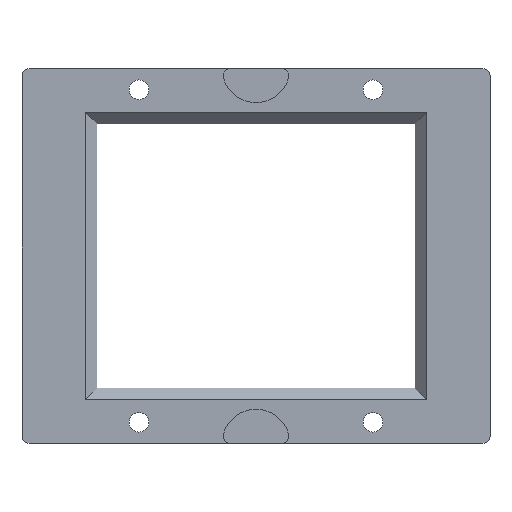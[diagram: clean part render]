
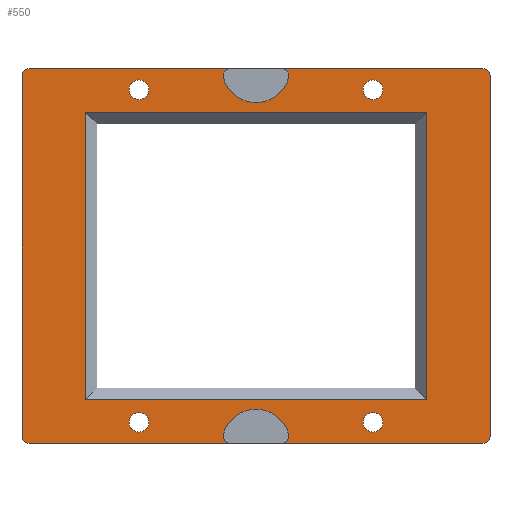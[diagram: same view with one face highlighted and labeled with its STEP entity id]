
A CAD part, top view. The second image highlights one B-rep face of the part: STEP entity #550.
In plain terms, the highlighted planar face has unit normal (0, 0, 1).
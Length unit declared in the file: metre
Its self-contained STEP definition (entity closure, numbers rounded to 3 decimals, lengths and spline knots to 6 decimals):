
#34=CIRCLE('',#594,0.0015);
#35=CIRCLE('',#595,0.0015);
#36=CIRCLE('',#596,0.0015);
#37=CIRCLE('',#597,0.00725);
#38=CIRCLE('',#598,0.0015);
#39=CIRCLE('',#599,0.0015);
#40=CIRCLE('',#600,0.0015);
#41=CIRCLE('',#601,0.0015);
#42=CIRCLE('',#602,0.00725);
#43=CIRCLE('',#603,0.0015);
#44=CIRCLE('',#604,0.0021);
#45=CIRCLE('',#605,0.0021);
#46=CIRCLE('',#606,0.0021);
#47=CIRCLE('',#607,0.0021);
#102=ORIENTED_EDGE('',*,*,#250,.T.);
#103=ORIENTED_EDGE('',*,*,#251,.T.);
#104=ORIENTED_EDGE('',*,*,#252,.T.);
#105=ORIENTED_EDGE('',*,*,#253,.T.);
#106=ORIENTED_EDGE('',*,*,#226,.F.);
#107=ORIENTED_EDGE('',*,*,#254,.T.);
#108=ORIENTED_EDGE('',*,*,#232,.T.);
#109=ORIENTED_EDGE('',*,*,#255,.T.);
#110=ORIENTED_EDGE('',*,*,#236,.T.);
#111=ORIENTED_EDGE('',*,*,#256,.T.);
#112=ORIENTED_EDGE('',*,*,#257,.F.);
#113=ORIENTED_EDGE('',*,*,#258,.T.);
#114=ORIENTED_EDGE('',*,*,#240,.T.);
#115=ORIENTED_EDGE('',*,*,#259,.T.);
#116=ORIENTED_EDGE('',*,*,#244,.F.);
#117=ORIENTED_EDGE('',*,*,#260,.T.);
#118=ORIENTED_EDGE('',*,*,#230,.F.);
#119=ORIENTED_EDGE('',*,*,#261,.T.);
#120=ORIENTED_EDGE('',*,*,#262,.F.);
#121=ORIENTED_EDGE('',*,*,#263,.T.);
#122=ORIENTED_EDGE('',*,*,#264,.F.);
#123=ORIENTED_EDGE('',*,*,#265,.F.);
#124=ORIENTED_EDGE('',*,*,#266,.F.);
#125=ORIENTED_EDGE('',*,*,#267,.F.);
#226=EDGE_CURVE('',#300,#301,#354,.T.);
#230=EDGE_CURVE('',#304,#305,#358,.T.);
#232=EDGE_CURVE('',#306,#307,#360,.T.);
#236=EDGE_CURVE('',#310,#311,#364,.T.);
#240=EDGE_CURVE('',#315,#314,#368,.T.);
#244=EDGE_CURVE('',#318,#319,#372,.T.);
#250=EDGE_CURVE('',#322,#323,#378,.T.);
#251=EDGE_CURVE('',#323,#324,#379,.T.);
#252=EDGE_CURVE('',#324,#325,#380,.T.);
#253=EDGE_CURVE('',#325,#322,#381,.T.);
#254=EDGE_CURVE('',#300,#306,#34,.T.);
#255=EDGE_CURVE('',#307,#310,#35,.T.);
#256=EDGE_CURVE('',#311,#326,#36,.F.);
#257=EDGE_CURVE('',#327,#326,#37,.T.);
#258=EDGE_CURVE('',#327,#315,#38,.F.);
#259=EDGE_CURVE('',#314,#319,#39,.T.);
#260=EDGE_CURVE('',#318,#305,#40,.T.);
#261=EDGE_CURVE('',#304,#328,#41,.F.);
#262=EDGE_CURVE('',#329,#328,#42,.T.);
#263=EDGE_CURVE('',#329,#301,#43,.F.);
#264=EDGE_CURVE('',#330,#330,#44,.T.);
#265=EDGE_CURVE('',#331,#331,#45,.T.);
#266=EDGE_CURVE('',#332,#332,#46,.T.);
#267=EDGE_CURVE('',#333,#333,#47,.T.);
#300=VERTEX_POINT('',#836);
#301=VERTEX_POINT('',#838);
#304=VERTEX_POINT('',#844);
#305=VERTEX_POINT('',#846);
#306=VERTEX_POINT('',#850);
#307=VERTEX_POINT('',#851);
#310=VERTEX_POINT('',#859);
#311=VERTEX_POINT('',#860);
#314=VERTEX_POINT('',#866);
#315=VERTEX_POINT('',#868);
#318=VERTEX_POINT('',#876);
#319=VERTEX_POINT('',#877);
#322=VERTEX_POINT('',#888);
#323=VERTEX_POINT('',#889);
#324=VERTEX_POINT('',#891);
#325=VERTEX_POINT('',#893);
#326=VERTEX_POINT('',#898);
#327=VERTEX_POINT('',#900);
#328=VERTEX_POINT('',#905);
#329=VERTEX_POINT('',#907);
#330=VERTEX_POINT('',#910);
#331=VERTEX_POINT('',#912);
#332=VERTEX_POINT('',#914);
#333=VERTEX_POINT('',#916);
#354=LINE('',#837,#402);
#358=LINE('',#845,#406);
#360=LINE('',#849,#408);
#364=LINE('',#858,#412);
#368=LINE('',#867,#416);
#372=LINE('',#875,#420);
#378=LINE('',#887,#426);
#379=LINE('',#890,#427);
#380=LINE('',#892,#428);
#381=LINE('',#894,#429);
#402=VECTOR('',#665,1.);
#406=VECTOR('',#669,1.);
#408=VECTOR('',#673,1.);
#412=VECTOR('',#679,1.);
#416=VECTOR('',#683,1.);
#420=VECTOR('',#689,1.);
#426=VECTOR('',#699,1.);
#427=VECTOR('',#700,1.);
#428=VECTOR('',#701,1.);
#429=VECTOR('',#702,1.);
#446=EDGE_LOOP('',(#102,#103,#104,#105));
#447=EDGE_LOOP('',(#106,#107,#108,#109,#110,#111,#112,#113,#114,#115,#116,
#117,#118,#119,#120,#121));
#448=EDGE_LOOP('',(#122));
#449=EDGE_LOOP('',(#123));
#450=EDGE_LOOP('',(#124));
#451=EDGE_LOOP('',(#125));
#490=FACE_BOUND('',#446,.T.);
#491=FACE_BOUND('',#447,.T.);
#492=FACE_BOUND('',#448,.T.);
#493=FACE_BOUND('',#449,.T.);
#494=FACE_BOUND('',#450,.T.);
#495=FACE_BOUND('',#451,.T.);
#534=PLANE('',#593);
#550=ADVANCED_FACE('',(#490,#491,#492,#493,#494,#495),#534,.T.);
#593=AXIS2_PLACEMENT_3D('',#886,#697,#698);
#594=AXIS2_PLACEMENT_3D('',#895,#703,#704);
#595=AXIS2_PLACEMENT_3D('',#896,#705,#706);
#596=AXIS2_PLACEMENT_3D('',#897,#707,#708);
#597=AXIS2_PLACEMENT_3D('',#899,#709,#710);
#598=AXIS2_PLACEMENT_3D('',#901,#711,#712);
#599=AXIS2_PLACEMENT_3D('',#902,#713,#714);
#600=AXIS2_PLACEMENT_3D('',#903,#715,#716);
#601=AXIS2_PLACEMENT_3D('',#904,#717,#718);
#602=AXIS2_PLACEMENT_3D('',#906,#719,#720);
#603=AXIS2_PLACEMENT_3D('',#908,#721,#722);
#604=AXIS2_PLACEMENT_3D('',#909,#723,#724);
#605=AXIS2_PLACEMENT_3D('',#911,#725,#726);
#606=AXIS2_PLACEMENT_3D('',#913,#727,#728);
#607=AXIS2_PLACEMENT_3D('',#915,#729,#730);
#665=DIRECTION('',(1.,0.,0.));
#669=DIRECTION('',(1.,0.,0.));
#673=DIRECTION('',(0.,-1.,0.));
#679=DIRECTION('',(1.,0.,0.));
#683=DIRECTION('',(1.,0.,0.));
#689=DIRECTION('',(0.,-1.,0.));
#697=DIRECTION('',(0.,0.,1.));
#698=DIRECTION('',(1.,0.,0.));
#699=DIRECTION('',(1.,0.,0.));
#700=DIRECTION('',(0.,-1.,0.));
#701=DIRECTION('',(-1.,0.,0.));
#702=DIRECTION('',(0.,1.,0.));
#703=DIRECTION('',(0.,0.,1.));
#704=DIRECTION('',(1.,0.,0.));
#705=DIRECTION('',(0.,0.,1.));
#706=DIRECTION('',(1.,0.,0.));
#707=DIRECTION('',(0.,0.,1.));
#708=DIRECTION('',(1.,0.,0.));
#709=DIRECTION('',(0.,0.,1.));
#710=DIRECTION('',(1.,0.,0.));
#711=DIRECTION('',(0.,0.,1.));
#712=DIRECTION('',(1.,0.,0.));
#713=DIRECTION('',(0.,0.,1.));
#714=DIRECTION('',(1.,0.,0.));
#715=DIRECTION('',(0.,0.,1.));
#716=DIRECTION('',(1.,0.,0.));
#717=DIRECTION('',(0.,0.,1.));
#718=DIRECTION('',(1.,0.,0.));
#719=DIRECTION('',(0.,0.,1.));
#720=DIRECTION('',(1.,0.,0.));
#721=DIRECTION('',(0.,0.,1.));
#722=DIRECTION('',(1.,0.,0.));
#723=DIRECTION('',(0.,0.,1.));
#724=DIRECTION('',(1.,0.,0.));
#725=DIRECTION('',(0.,0.,1.));
#726=DIRECTION('',(1.,0.,0.));
#727=DIRECTION('',(0.,0.,1.));
#728=DIRECTION('',(1.,0.,0.));
#729=DIRECTION('',(0.,0.,1.));
#730=DIRECTION('',(1.,0.,0.));
#836=CARTESIAN_POINT('',(-0.0485,0.04,0.006));
#837=CARTESIAN_POINT('',(0.,0.04,0.006));
#838=CARTESIAN_POINT('',(-0.005551,0.04,0.006));
#844=CARTESIAN_POINT('',(0.005551,0.04,0.006));
#845=CARTESIAN_POINT('',(0.,0.04,0.006));
#846=CARTESIAN_POINT('',(0.0485,0.04,0.006));
#849=CARTESIAN_POINT('',(-0.05,0.,0.006));
#850=CARTESIAN_POINT('',(-0.05,0.0385,0.006));
#851=CARTESIAN_POINT('',(-0.05,-0.0385,0.006));
#858=CARTESIAN_POINT('',(0.,-0.04,0.006));
#859=CARTESIAN_POINT('',(-0.0485,-0.04,0.006));
#860=CARTESIAN_POINT('',(-0.005551,-0.04,0.006));
#866=CARTESIAN_POINT('',(0.0485,-0.04,0.006));
#867=CARTESIAN_POINT('',(0.,-0.04,0.006));
#868=CARTESIAN_POINT('',(0.005551,-0.04,0.006));
#875=CARTESIAN_POINT('',(0.05,0.,0.006));
#876=CARTESIAN_POINT('',(0.05,0.0385,0.006));
#877=CARTESIAN_POINT('',(0.05,-0.0385,0.006));
#886=CARTESIAN_POINT('',(0.,0.0039,0.006));
#887=CARTESIAN_POINT('',(0.034,0.03075,0.006));
#888=CARTESIAN_POINT('',(-0.0365,0.03075,0.006));
#889=CARTESIAN_POINT('',(0.0365,0.03075,0.006));
#890=CARTESIAN_POINT('',(0.0365,-0.02825,0.006));
#891=CARTESIAN_POINT('',(0.0365,-0.03075,0.006));
#892=CARTESIAN_POINT('',(0.,-0.03075,0.006));
#893=CARTESIAN_POINT('',(-0.0365,-0.03075,0.006));
#894=CARTESIAN_POINT('',(-0.0365,0.0039,0.006));
#895=CARTESIAN_POINT('',(-0.0485,0.0385,0.006));
#896=CARTESIAN_POINT('',(-0.0485,-0.0385,0.006));
#897=CARTESIAN_POINT('',(-0.005551,-0.0385,0.006));
#898=CARTESIAN_POINT('',(-0.006999,-0.038109,0.006));
#899=CARTESIAN_POINT('',(0.,-0.04,0.006));
#900=CARTESIAN_POINT('',(0.006999,-0.038109,0.006));
#901=CARTESIAN_POINT('',(0.005551,-0.0385,0.006));
#902=CARTESIAN_POINT('',(0.0485,-0.0385,0.006));
#903=CARTESIAN_POINT('',(0.0485,0.0385,0.006));
#904=CARTESIAN_POINT('',(0.005551,0.0385,0.006));
#905=CARTESIAN_POINT('',(0.006999,0.038109,0.006));
#906=CARTESIAN_POINT('',(0.,0.04,0.006));
#907=CARTESIAN_POINT('',(-0.006999,0.038109,0.006));
#908=CARTESIAN_POINT('',(-0.005551,0.0385,0.006));
#909=CARTESIAN_POINT('',(-0.025,0.035525,0.006));
#910=CARTESIAN_POINT('',(-0.0229,0.035525,0.006));
#911=CARTESIAN_POINT('',(0.025,-0.035525,0.006));
#912=CARTESIAN_POINT('',(0.0271,-0.035525,0.006));
#913=CARTESIAN_POINT('',(-0.025,-0.035525,0.006));
#914=CARTESIAN_POINT('',(-0.0229,-0.035525,0.006));
#915=CARTESIAN_POINT('',(0.025,0.035525,0.006));
#916=CARTESIAN_POINT('',(0.0271,0.035525,0.006));
